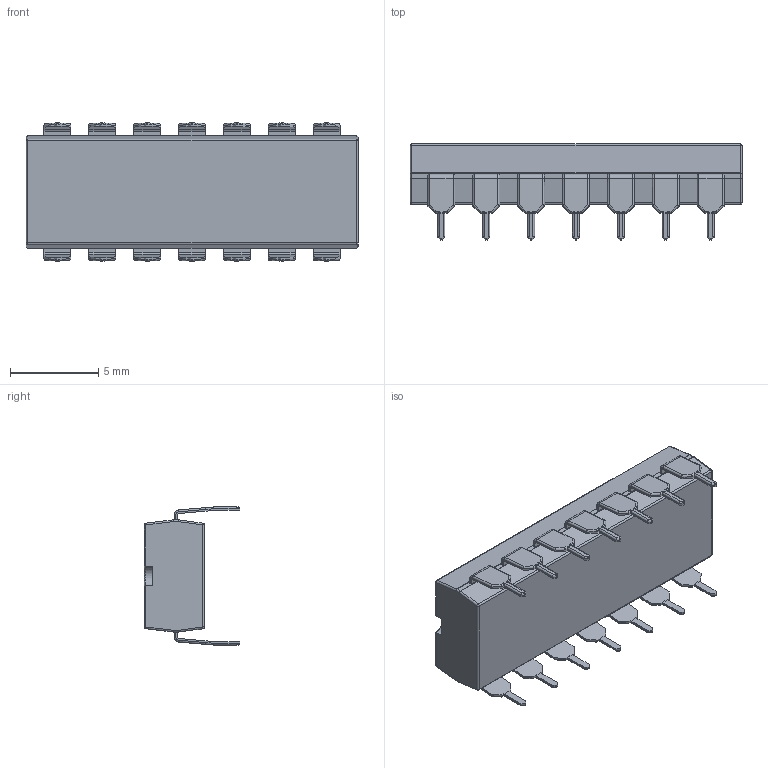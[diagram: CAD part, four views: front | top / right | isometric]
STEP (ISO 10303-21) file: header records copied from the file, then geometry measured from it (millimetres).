
FILE_DESCRIPTION (( 'STEP AP214' ), '1' );
FILE_NAME ('CD4069 DIP-14.STEP', '2018-04-24T19:36:59', ( '' ), ( '' ), 'SwSTEP 2.0', 'SolidWorks 2016', '' );
FILE_SCHEMA (( 'AUTOMOTIVE_DESIGN' ));
Length unit declared in the file: millimetre
Products named in the file (3): Terminais^CD4069 DIP-14; Corpo^CD4069 DIP-14; CD4069 DIP-14
Assembly tree (15 placements, depth 2):
  CD4069 DIP-14
    Corpo^CD4069 DIP-14
    Terminais^CD4069 DIP-14  x14
Bounding box: 18.8 x 5.43 x 7.82 mm (x, y, z)
Volume: 409 mm3; surface area: 624.7 mm2
Topology: 15 solids, 15 shells, 888 faces, 1981 edges, 1140 vertices
Faces by surface type: plane 456, cylinder 320, torus 57, bspline 39, sphere 16
Entity records: 11202 total; most frequent: CARTESIAN_POINT 4008, ORIENTED_EDGE 1320, DIRECTION 1211, EDGE_CURVE 660, VECTOR 441, LINE 441, VERTEX_POINT 412, AXIS2_PLACEMENT_3D 385
